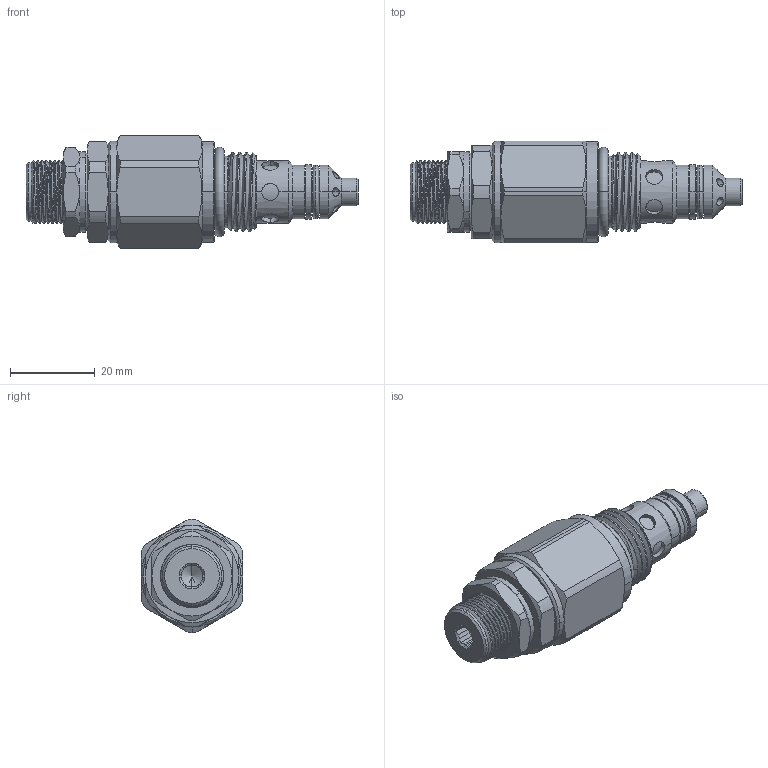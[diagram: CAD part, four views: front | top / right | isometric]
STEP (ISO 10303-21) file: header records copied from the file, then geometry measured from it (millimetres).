
FILE_DESCRIPTION (( 'STEP AP203' ), '1' );
FILE_NAME ('RD08W2S-L.STEP', '2020-09-30T00:12:46', ( '' ), ( '' ), 'SwSTEP 2.0', 'SolidWorks 2018', '' );
FILE_SCHEMA (( 'CONFIG_CONTROL_DESIGN' ));
Length unit declared in the file: millimetre
Products named in the file (1): RD08W2S-L
Bounding box: 78.35 x 24 x 26.7 mm (x, y, z)
Volume: 22353.5 mm3; surface area: 7045.8 mm2
Topology: 2 solids, 2 shells, 220 faces, 536 edges, 335 vertices
Faces by surface type: cylinder 108, cone 49, plane 48, torus 8, bspline 7
Entity records: 12022 total; most frequent: CARTESIAN_POINT 7084, ORIENTED_EDGE 1068, DIRECTION 951, EDGE_CURVE 534, AXIS2_PLACEMENT_3D 386, VERTEX_POINT 335, EDGE_LOOP 239, ADVANCED_FACE 220
